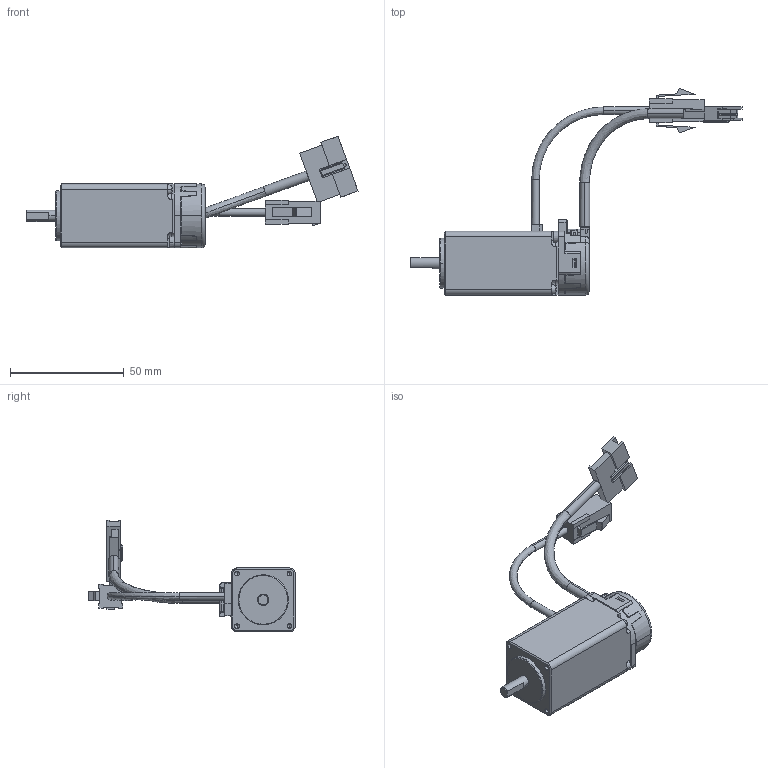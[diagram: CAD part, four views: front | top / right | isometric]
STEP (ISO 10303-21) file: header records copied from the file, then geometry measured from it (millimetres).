
FILE_DESCRIPTION (( 'STEP AP203' ), '1' );
FILE_NAME ('P11-MO-028-03-R01.STEP', '2015-06-29T07:11:44', ( '' ), ( '' ), 'SwSTEP 2.0', 'SolidWorks 2013', '' );
FILE_SCHEMA (( 'CONFIG_CONTROL_DESIGN' ));
Length unit declared in the file: millimetre
Products named in the file (13): encoder_cable_28; 馨檜綰; 馨檜蝶; SW3dPS-R28i_R28i_Hub; M11-MO-028-03-R01; SW3dPS-R28i_R28i_Disk; P11-MO-028-03-R01; SW3dPS-R28i_R28i_PCB; SW3dPS-R28i_Connector; SW3dPS-R28i_R28i_BaseStandoff; SW3dPS-R28i_R28i_LeadFrame; SW3dPS-R28i_R28i_Cover; Power_Cable_20
Assembly tree (12 placements, depth 3):
  P11-MO-028-03-R01
    馨檜綰
      Power_Cable_20
    馨檜蝶
      SW3dPS-R28i_R28i_Hub
      SW3dPS-R28i_R28i_Disk
      SW3dPS-R28i_R28i_PCB
      SW3dPS-R28i_Connector
      SW3dPS-R28i_R28i_BaseStandoff
      SW3dPS-R28i_R28i_LeadFrame
      SW3dPS-R28i_R28i_Cover
      encoder_cable_28
    M11-MO-028-03-R01
Bounding box: 145.69 x 90.51 x 48.95 mm (x, y, z)
Volume: 48009.3 mm3; surface area: 24109 mm2
Topology: 9 solids, 10 shells, 3946 faces, 11158 edges, 7346 vertices
Faces by surface type: plane 3271, cylinder 482, cone 106, bspline 83, sphere 4
Entity records: 131669 total; most frequent: CARTESIAN_POINT 28889, ORIENTED_EDGE 22280, DIRECTION 19137, EDGE_CURVE 11142, LINE 9537, VECTOR 9537, VERTEX_POINT 7342, AXIS2_PLACEMENT_3D 4800
